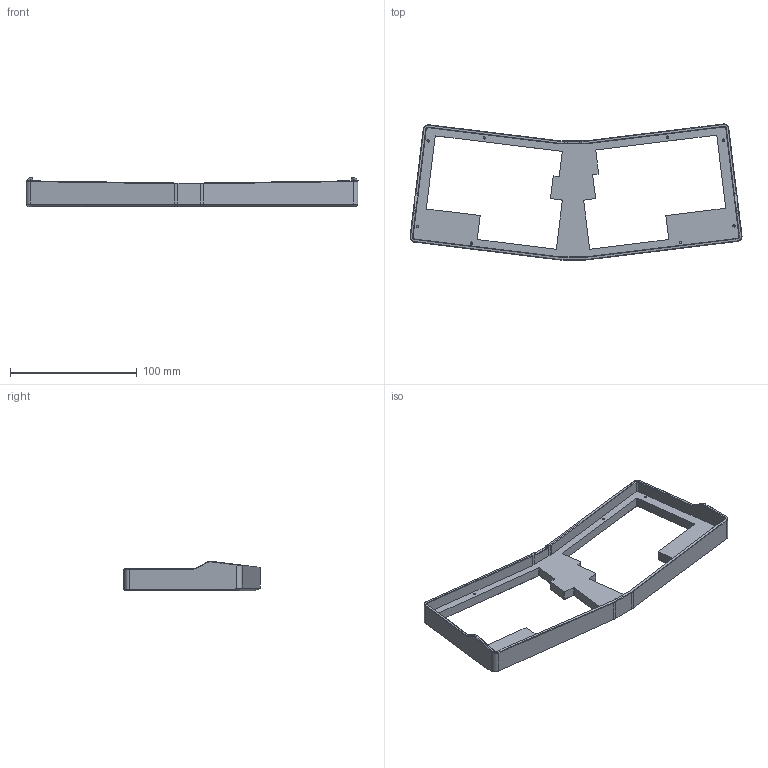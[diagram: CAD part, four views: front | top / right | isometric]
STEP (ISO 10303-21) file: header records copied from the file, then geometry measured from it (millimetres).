
FILE_DESCRIPTION(/* description */ (''),/* implementation_level */ '2;1');
FILE_NAME(/* name */ 'La Cuillere - Top.step',/* time_stamp */ '2024-04-07T11:15:33-04:00',/* author */ (''),/* organization */ (''),/* preprocessor_version */ 'ST-DEVELOPER v20',/* originating_system */ 'Autodesk Translation Framework v12.20.1.177',/* authorisation */ '');
FILE_SCHEMA (('AUTOMOTIVE_DESIGN { 1 0 10303 214 3 1 1 }'));
Length unit declared in the file: millimetre
Products named in the file (2): La Cuillere - Top; Top
Assembly tree (1 placements, depth 2):
  La Cuillere - Top
    Top
Bounding box: 262.02 x 107.38 x 23.25 mm (x, y, z)
Volume: 90916.7 mm3; surface area: 44040 mm2
Topology: 1 solids, 1 shells, 550 faces, 1512 edges, 958 vertices
Faces by surface type: cylinder 300, plane 150, bspline 58, cone 42
Full cylindrical faces by diameter (mm): 1.623 x48, 2.074 x32
Entity records: 33024 total; most frequent: CARTESIAN_POINT 20289, ORIENTED_EDGE 2996, DIRECTION 2094, EDGE_CURVE 1498, VERTEX_POINT 958, LINE 728, VECTOR 728, AXIS2_PLACEMENT_3D 683
